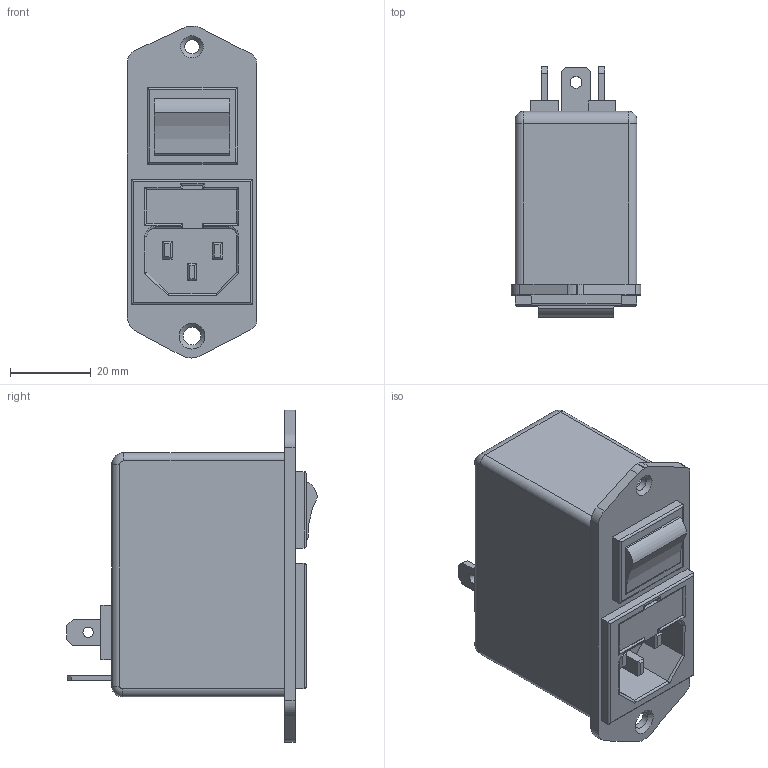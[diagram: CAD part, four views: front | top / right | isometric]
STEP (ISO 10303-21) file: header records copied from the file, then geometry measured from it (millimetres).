
FILE_DESCRIPTION(/* description */ ('Unknown'),/* implementation_level */ '2;1');
FILE_NAME(/* name */ '082.01001.00-RSI',/* time_stamp */ '2022-12-22T14:03:15+02:00',/* author */ ('Unknown'),/* organization */ ('Unknown'),/* preprocessor_version */ 'ST-DEVELOPER v18.102',/* originating_system */ 'Solid Edge',/* authorisation */ 'Unknown');
FILE_SCHEMA (('AUTOMOTIVE_DESIGN {1 0 10303 214 3 1 1}'));
Length unit declared in the file: millimetre
Products named in the file (1): 082.01001.00-RSI
Bounding box: 32 x 61.98 x 82 mm (x, y, z)
Volume: 83719.2 mm3; surface area: 15551.6 mm2
Topology: 1 solids, 1 shells, 174 faces, 426 edges, 267 vertices
Faces by surface type: plane 112, cylinder 54, torus 6, cone 2
Full cylindrical faces by diameter (mm): 2.549 x2, 2.889 x1, 3.524 x1, 4.356 x1
Entity records: 6236 total; most frequent: DIRECTION 858, CARTESIAN_POINT 855, ORIENTED_EDGE 832, EDGE_CURVE 416, LINE 324, VECTOR 324, AXIS2_PLACEMENT_3D 267, VERTEX_POINT 264
